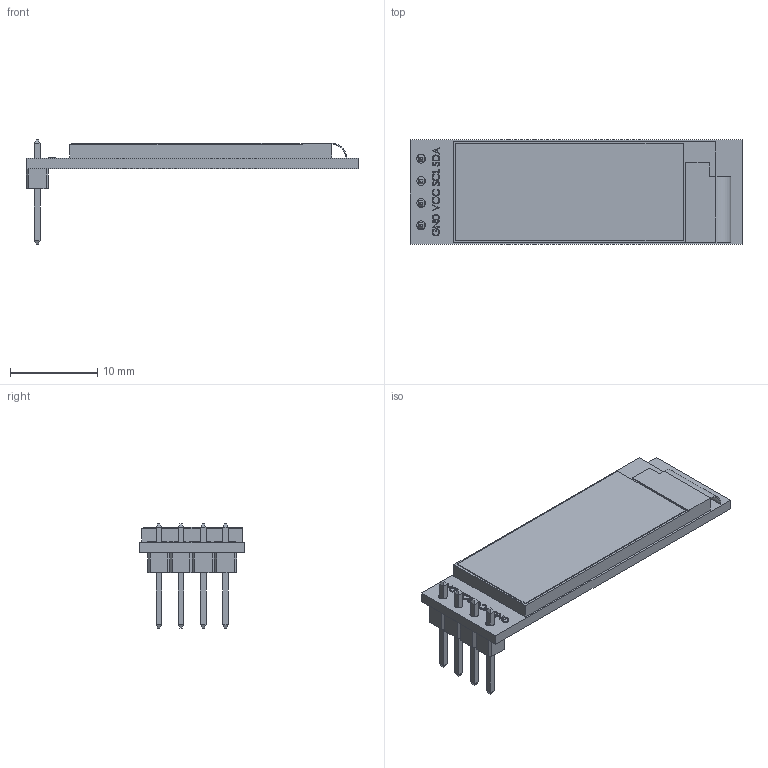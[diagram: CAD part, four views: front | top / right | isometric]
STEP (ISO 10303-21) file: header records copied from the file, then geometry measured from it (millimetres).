
FILE_DESCRIPTION (( 'STEP AP203' ), '1' );
FILE_NAME ('128x32-OLED.STEP', '2021-12-08T11:45:40', ( '' ), ( '' ), 'SwSTEP 2.0', 'SolidWorks 2018', '' );
FILE_SCHEMA (( 'CONFIG_CONTROL_DESIGN' ));
Length unit declared in the file: millimetre
Products named in the file (1): 128x32-OLED
Bounding box: 38 x 12 x 11.94 mm (x, y, z)
Volume: 1202.3 mm3; surface area: 1422.6 mm2
Topology: 1 solids, 1 shells, 301 faces, 785 edges, 507 vertices
Faces by surface type: plane 207, bspline 80, cylinder 14
Entity records: 13445 total; most frequent: CARTESIAN_POINT 6493, ORIENTED_EDGE 1570, DIRECTION 1096, EDGE_CURVE 785, VECTOR 596, LINE 596, VERTEX_POINT 507, EDGE_LOOP 340
